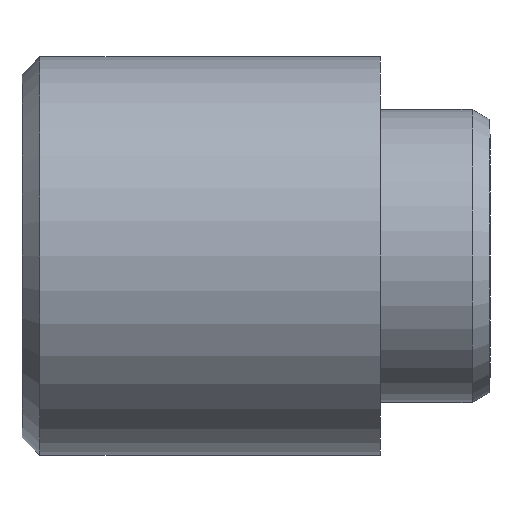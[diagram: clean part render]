
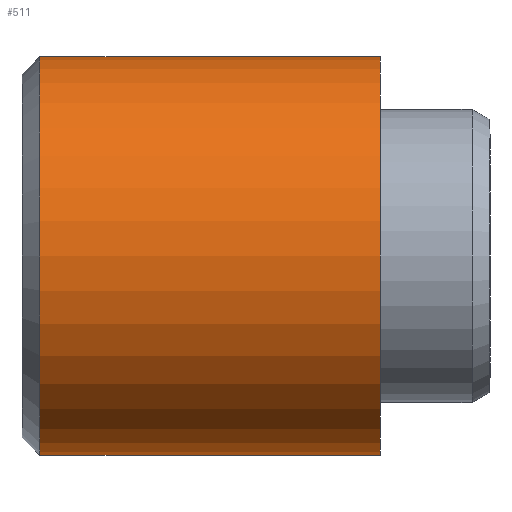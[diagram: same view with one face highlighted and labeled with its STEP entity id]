
A CAD part, left-side view. The second image highlights one B-rep face of the part: STEP entity #511.
In plain terms, the highlighted cylindrical face has radius 2.78 mm (diameter 5.56 mm), a partial arc.
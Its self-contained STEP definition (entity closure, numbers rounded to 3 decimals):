
#6 = DIRECTION ( 'NONE',  ( 0., 0., 1. ) ) ;
#16 = EDGE_CURVE ( 'NONE', #409, #292, #190, .T. ) ;
#28 = AXIS2_PLACEMENT_3D ( 'NONE', #334, #504, #265 ) ;
#58 = ORIENTED_EDGE ( 'NONE', *, *, #124, .F. ) ;
#86 = DIRECTION ( 'NONE',  ( 0., 1., 0. ) ) ;
#96 = AXIS2_PLACEMENT_3D ( 'NONE', #431, #433, #100 ) ;
#100 = DIRECTION ( 'NONE',  ( 0., 0., -1. ) ) ;
#117 = CARTESIAN_POINT ( 'NONE',  ( 0., 0., 0. ) ) ;
#123 = CARTESIAN_POINT ( 'NONE',  ( 0., 4.75, -2.78 ) ) ;
#124 = EDGE_CURVE ( 'NONE', #409, #213, #326, .T. ) ;
#144 = ORIENTED_EDGE ( 'NONE', *, *, #513, .T. ) ;
#176 = VECTOR ( 'NONE', #86, 1000. ) ;
#177 = CIRCLE ( 'NONE', #96, 2.78 ) ;
#190 = CIRCLE ( 'NONE', #327, 2.78 ) ;
#202 = DIRECTION ( 'NONE',  ( 0., 1., 0. ) ) ;
#213 = VERTEX_POINT ( 'NONE', #123 ) ;
#256 = CYLINDRICAL_SURFACE ( 'NONE', #28, 2.78 ) ;
#265 = DIRECTION ( 'NONE',  ( 0., 0., 1. ) ) ;
#274 = VERTEX_POINT ( 'NONE', #506 ) ;
#283 = ORIENTED_EDGE ( 'NONE', *, *, #314, .T. ) ;
#292 = VERTEX_POINT ( 'NONE', #397 ) ;
#296 = FACE_OUTER_BOUND ( 'NONE', #386, .T. ) ;
#314 = EDGE_CURVE ( 'NONE', #292, #274, #521, .T. ) ;
#319 = CARTESIAN_POINT ( 'NONE',  ( 0., 0., -2.78 ) ) ;
#326 = LINE ( 'NONE', #448, #176 ) ;
#327 = AXIS2_PLACEMENT_3D ( 'NONE', #117, #525, #6 ) ;
#334 = CARTESIAN_POINT ( 'NONE',  ( 0., 36.602, 0. ) ) ;
#386 = EDGE_LOOP ( 'NONE', ( #58, #423, #283, #144 ) ) ;
#397 = CARTESIAN_POINT ( 'NONE',  ( 0., 0., 2.78 ) ) ;
#409 = VERTEX_POINT ( 'NONE', #319 ) ;
#423 = ORIENTED_EDGE ( 'NONE', *, *, #16, .T. ) ;
#431 = CARTESIAN_POINT ( 'NONE',  ( 0., 4.75, 0. ) ) ;
#433 = DIRECTION ( 'NONE',  ( 0., -1., 0. ) ) ;
#434 = VECTOR ( 'NONE', #202, 1000. ) ;
#448 = CARTESIAN_POINT ( 'NONE',  ( 0., 36.602, -2.78 ) ) ;
#470 = CARTESIAN_POINT ( 'NONE',  ( 0., 36.602, 2.78 ) ) ;
#504 = DIRECTION ( 'NONE',  ( 0., 1., 0. ) ) ;
#506 = CARTESIAN_POINT ( 'NONE',  ( 0., 4.75, 2.78 ) ) ;
#511 = ADVANCED_FACE ( 'NONE', ( #296 ), #256, .T. ) ;
#513 = EDGE_CURVE ( 'NONE', #274, #213, #177, .T. ) ;
#521 = LINE ( 'NONE', #470, #434 ) ;
#525 = DIRECTION ( 'NONE',  ( 0., 1., 0. ) ) ;
